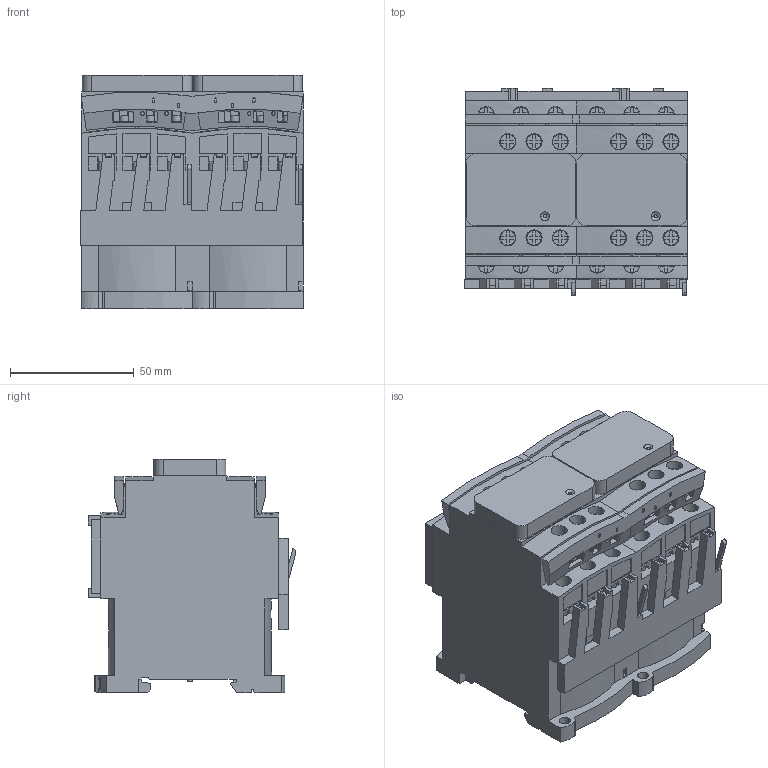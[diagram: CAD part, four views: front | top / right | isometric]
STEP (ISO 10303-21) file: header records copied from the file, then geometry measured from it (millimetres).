
FILE_DESCRIPTION((''),'2;1');
FILE_NAME('1642739282364_ASM','2022-01-21T09:58:23',('SESA540900'),('Schneider-Electric'),'CREO PARAMETRIC BY PTC INC, 2019471','CREO PARAMETRIC BY PTC INC, 2019471','');
FILE_SCHEMA(('AP242_MANAGED_MODEL_BASED_3D_ENGINEERING_MIM_LF { 1 0 10303 442 1 1 4 }'));
Products named in the file (4): EMPTYNODE_1642739282408_ASM; LC2D09-18V-DC-3D-SIMPLIFIED; LC2D09-18V-DC-3D_ASM; 1642739282364_ASM
Assembly tree (3 placements, depth 3):
  1642739282364_ASM
    EMPTYNODE_1642739282408_ASM
    LC2D09-18V-DC-3D_ASM
      LC2D09-18V-DC-3D-SIMPLIFIED
Bounding box: 90.05 x 83.99 x 94.55 mm (x, y, z)
Volume: 506367.7 mm3; surface area: 87109 mm2
Topology: 3 solids, 3 shells, 1802 faces, 5389 edges, 3628 vertices
Faces by surface type: plane 1394, cylinder 392, cone 16
Entity records: 83447 total; most frequent: CARTESIAN_POINT 12382, ORIENTED_EDGE 10608, DIRECTION 9936, PRESENTATION_STYLE_ASSIGNMENT 5788, STYLED_ITEM 5394, CURVE_STYLE 5391, EDGE_CURVE 5304, VECTOR 4082
